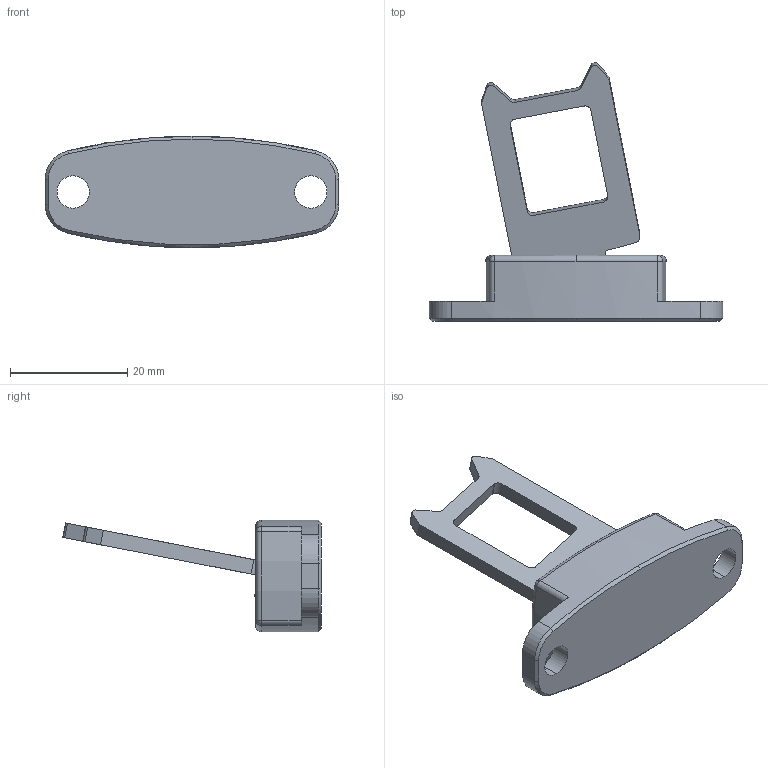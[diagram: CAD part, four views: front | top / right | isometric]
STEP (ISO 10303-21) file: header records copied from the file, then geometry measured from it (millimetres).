
FILE_DESCRIPTION (( 'STEP AP203' ), '1' );
FILE_NAME ('8074_1-_-ZB Betaetiger beweglich.STEP', '2014-11-19T12:26:59', ( '' ), ( '' ), 'SwSTEP 2.0', 'SolidWorks 2014', '' );
FILE_SCHEMA (( 'CONFIG_CONTROL_DESIGN' ));
Length unit declared in the file: millimetre
Products named in the file (1): 8074_1-_-ZB Betaetiger beweglich
Bounding box: 50 x 44.04 x 19 mm (x, y, z)
Volume: 6244.2 mm3; surface area: 5737.9 mm2
Topology: 3 solids, 3 shells, 146 faces, 381 edges, 237 vertices
Faces by surface type: plane 68, cylinder 56, cone 11, torus 7, sphere 4
Entity records: 4533 total; most frequent: DIRECTION 808, CARTESIAN_POINT 784, ORIENTED_EDGE 750, EDGE_CURVE 375, AXIS2_PLACEMENT_3D 293, VERTEX_POINT 237, VECTOR 222, LINE 222
